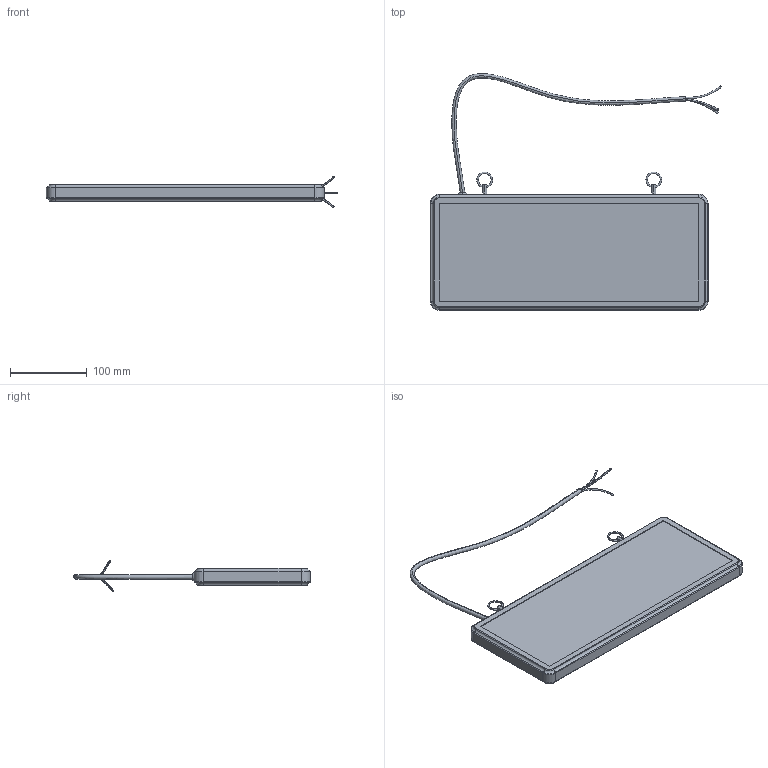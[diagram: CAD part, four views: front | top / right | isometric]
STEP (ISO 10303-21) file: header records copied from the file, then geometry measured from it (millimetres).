
FILE_DESCRIPTION (( 'STEP AP214' ), '1' );
FILE_NAME ('LSSA0-1005-003-K03 ÑÑÀ1005 Ñâåòèëüíèê àâàðèéíûé íà ñâåòîäèîäàõ, 1,5÷., 3Âò, îäíîñòîð., áåç íàêëåéêè, IEK.STEP', '2017-09-14T06:20:49', ( '' ), ( '' ), 'SwSTEP 2.0', 'SolidWorks 2014', '' );
FILE_SCHEMA (( 'AUTOMOTIVE_DESIGN' ));
Length unit declared in the file: millimetre
Products named in the file (1): LSSA0-1005-003-K03 ÑÑÀ1005 Ñâåòèëüíèê àâàðèéíûé íà ñâåòîäèîäàõ, 1,5÷., 3Âò, îäíîñòîð., áåç íàêëåéêè, IEK
Bounding box: 380.59 x 309.5 x 41.12 mm (x, y, z)
Volume: 1166016.5 mm3; surface area: 141549.5 mm2
Topology: 1 solids, 1 shells, 123 faces, 290 edges, 172 vertices
Faces by surface type: cylinder 48, torus 38, plane 29, bspline 8
Entity records: 4372 total; most frequent: CARTESIAN_POINT 1462, DIRECTION 652, ORIENTED_EDGE 580, EDGE_CURVE 290, AXIS2_PLACEMENT_3D 278, VERTEX_POINT 172, CIRCLE 162, EDGE_LOOP 138
